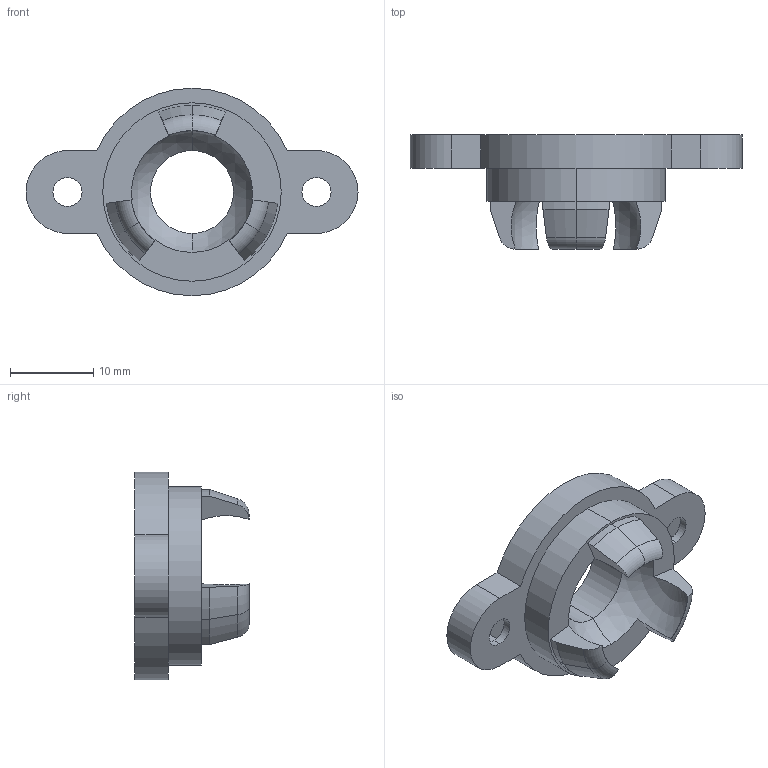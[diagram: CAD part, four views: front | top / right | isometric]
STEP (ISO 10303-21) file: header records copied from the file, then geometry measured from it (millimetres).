
FILE_DESCRIPTION (( 'STEP AP203' ), '1' );
FILE_NAME ('SoporteBilla_Predeterminado_sldprt.STEP', '2020-12-09T15:01:35', ( '' ), ( '' ), 'SwSTEP 2.0', 'SolidWorks 2020', '' );
FILE_SCHEMA (( 'CONFIG_CONTROL_DESIGN' ));
Length unit declared in the file: millimetre
Products named in the file (1): SoporteBilla_Predeterminado_sldprt
Bounding box: 40 x 13.75 x 25 mm (x, y, z)
Volume: 3225.5 mm3; surface area: 2369.8 mm2
Topology: 1 solids, 1 shells, 63 faces, 166 edges, 108 vertices
Faces by surface type: plane 30, cylinder 19, torus 6, cone 6, sphere 2
Entity records: 2060 total; most frequent: DIRECTION 369, CARTESIAN_POINT 338, ORIENTED_EDGE 332, EDGE_CURVE 166, AXIS2_PLACEMENT_3D 139, VERTEX_POINT 108, VECTOR 91, LINE 91
